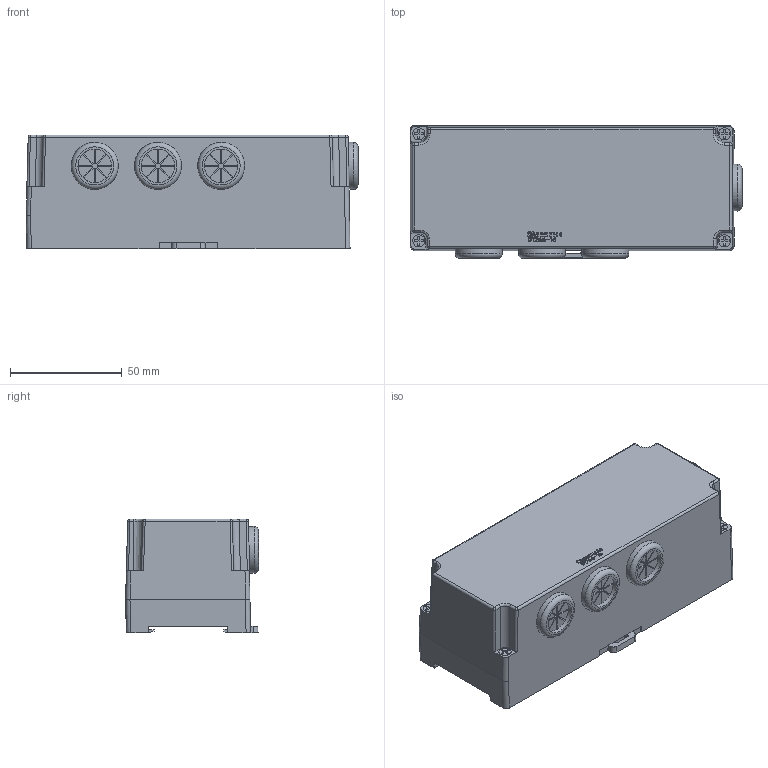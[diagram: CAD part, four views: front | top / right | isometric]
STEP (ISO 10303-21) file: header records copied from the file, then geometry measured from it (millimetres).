
FILE_DESCRIPTION(/* description */ (''),/* implementation_level */ '2;1');
FILE_NAME(/* name */ 'D1266-16 3D.stp',/* time_stamp */ '2024-08-15T14:04:34+08:00',/* author */ (''),/* organization */ (''),/* preprocessor_version */ 'ST-DEVELOPER v14',/* originating_system */ 'SIEMENS PLM Software NX 8.0',/* authorisation */ '');
FILE_SCHEMA (('AUTOMOTIVE_DESIGN { 1 0 10303 214 3 1 1 1 }'));
Length unit declared in the file: millimetre
Products named in the file (1): D1266-16 3D_stp
Bounding box: 148.64 x 59.55 x 51 mm (x, y, z)
Volume: 122671.8 mm3; surface area: 73099.2 mm2
Topology: 1 solids, 1 shells, 680 faces, 1832 edges, 1193 vertices
Faces by surface type: plane 488, cylinder 145, extrusion 15, cone 12, torus 10, sphere 8, bspline 2
Full cylindrical faces by diameter (mm): 3.5 x2, 4.5 x4, 5.5 x4, 15 x4, 21 x8
Entity records: 22795 total; most frequent: CARTESIAN_POINT 4614, ORIENTED_EDGE 3564, DIRECTION 3477, EDGE_CURVE 1782, VECTOR 1343, LINE 1328, VERTEX_POINT 1184, AXIS2_PLACEMENT_3D 1067
